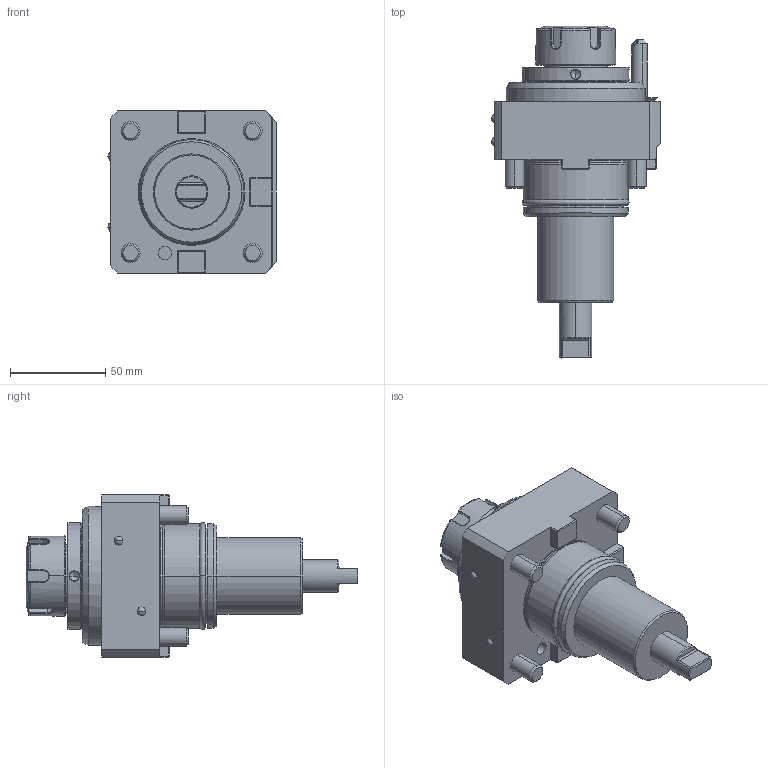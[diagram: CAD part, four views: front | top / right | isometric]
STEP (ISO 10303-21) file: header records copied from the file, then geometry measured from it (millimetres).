
FILE_DESCRIPTION((''),'2;1');
FILE_NAME('NGT2_55_101_25_1_DO','2023-05-15T',('vali'),('NOVA GRUP'),'PRO/ENGINEER BY PARAMETRIC TECHNOLOGY CORPORATION, 2010280','PRO/ENGINEER BY PARAMETRIC TECHNOLOGY CORPORATION, 2010280','');
FILE_SCHEMA(('CONFIG_CONTROL_DESIGN'));
Length unit declared in the file: millimetre
Products named in the file (1): NGT2_55_101_25_1_DO
Bounding box: 88.6 x 174.1 x 85 mm (x, y, z)
Volume: 448724.4 mm3; surface area: 53500 mm2
Topology: 2 solids, 2 shells, 318 faces, 774 edges, 470 vertices
Faces by surface type: plane 140, cylinder 67, cone 47, bspline 40, torus 18, sphere 6
Entity records: 13350 total; most frequent: CARTESIAN_POINT 6195, ORIENTED_EDGE 1524, DIRECTION 1375, EDGE_CURVE 762, AXIS2_PLACEMENT_3D 481, VERTEX_POINT 470, VECTOR 413, LINE 413
